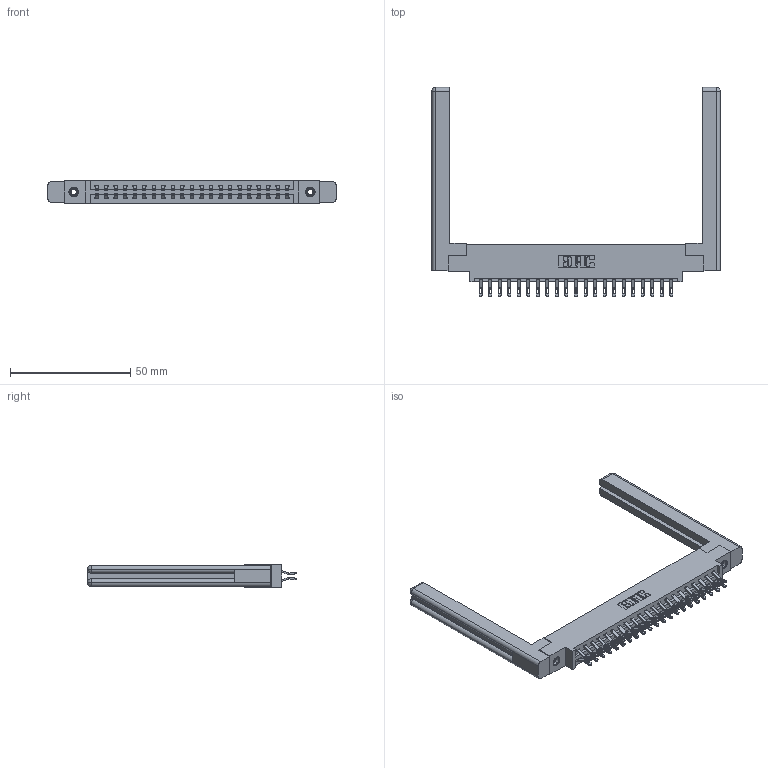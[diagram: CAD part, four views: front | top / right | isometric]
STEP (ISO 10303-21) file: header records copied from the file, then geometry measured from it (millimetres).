
FILE_DESCRIPTION (( 'STEP AP203' ), '1' );
FILE_NAME ('387-042-555-858.STEP', '2019-10-18T04:33:44', ( '' ), ( '' ), 'SwSTEP 2.0', 'SolidWorks 2016', '' );
FILE_SCHEMA (( 'CONFIG_CONTROL_DESIGN' ));
Length unit declared in the file: inch
Products named in the file (5): 337 Part_0.170 Offset - 0.156 Dia-TI; 387-042-555-858; 307-220-058; 345-250-001_345-250-001-102; 345-292-001_555 Tail
Assembly tree (47 placements, depth 2):
  387-042-555-858
    337 Part_0.170 Offset - 0.156 Dia-TI
    345-292-001_555 Tail  x42
    345-250-001_345-250-001-102  x2
    307-220-058  x2
Bounding box: 119.84 x 86.87 x 9.4 mm (x, y, z)
Volume: 19496.5 mm3; surface area: 19376.1 mm2
Topology: 47 solids, 47 shells, 2780 faces, 8615 edges, 5730 vertices
Faces by surface type: plane 1670, cylinder 1086, cone 12, torus 12
Entity records: 22090 total; most frequent: CARTESIAN_POINT 3783, ORIENTED_EDGE 3628, DIRECTION 3242, EDGE_CURVE 1814, VECTOR 1618, LINE 1618, VERTEX_POINT 1202, AXIS2_PLACEMENT_3D 812
